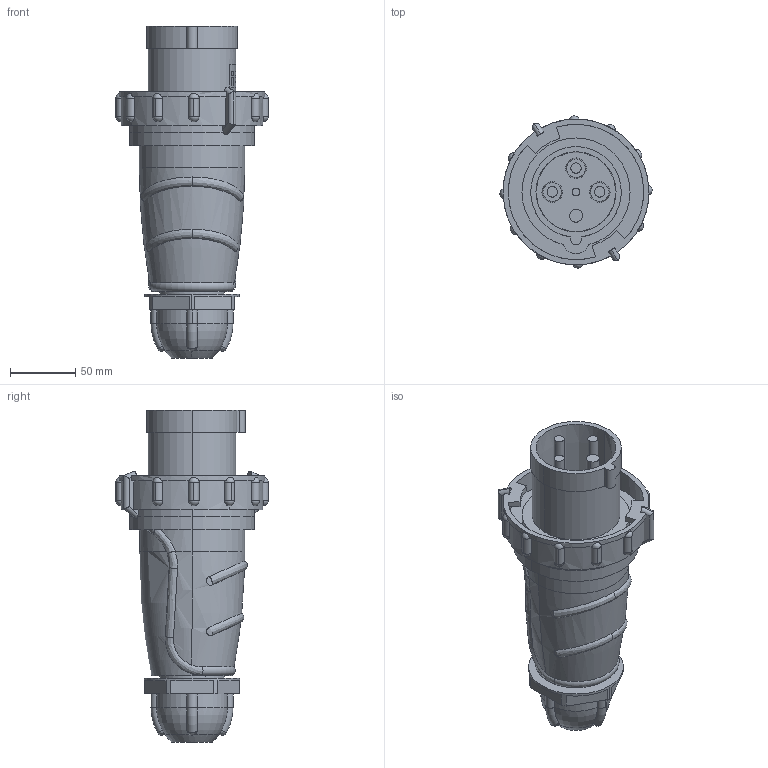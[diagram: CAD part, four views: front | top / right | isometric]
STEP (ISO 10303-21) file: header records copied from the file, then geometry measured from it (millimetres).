
FILE_DESCRIPTION (( 'STEP AP214' ), '1' );
FILE_NAME ('PSN02-063-4 MAGNUM Âèëêà ïåðåíîñ. ÑÑÈ-034 63À-6÷ 380Â 3P+PE IP67 IEK.STEP', '2025-07-22T10:36:47', ( '' ), ( '' ), 'SwSTEP 2.0', 'SolidWorks 2022', '' );
FILE_SCHEMA (( 'AUTOMOTIVE_DESIGN' ));
Length unit declared in the file: millimetre
Products named in the file (1): PSN02-063-4 MAGNUM Вилка перенос. ССИ-034 63А-6ч 380В 3P+PE IP67 IEK
Bounding box: 116.96 x 116.96 x 254.92 mm (x, y, z)
Volume: 524014.4 mm3; surface area: 195152.7 mm2
Topology: 13 solids, 17 shells, 855 faces, 2243 edges, 1482 vertices
Faces by surface type: plane 446, cylinder 268, torus 80, bspline 47, cone 10, sphere 4
Entity records: 31826 total; most frequent: CARTESIAN_POINT 10407, ORIENTED_EDGE 4474, DIRECTION 4424, EDGE_CURVE 2237, AXIS2_PLACEMENT_3D 1642, VERTEX_POINT 1481, VECTOR 1140, LINE 1140
